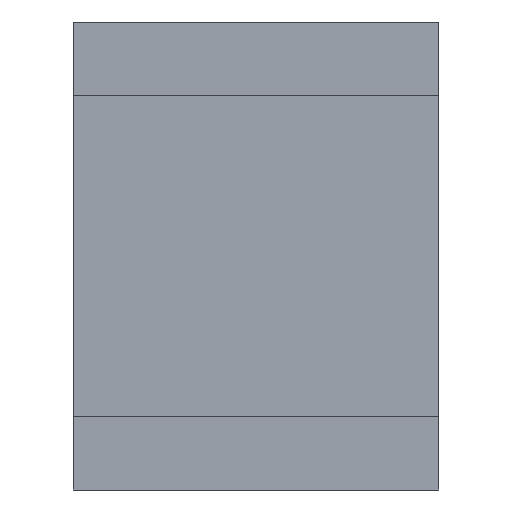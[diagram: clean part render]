
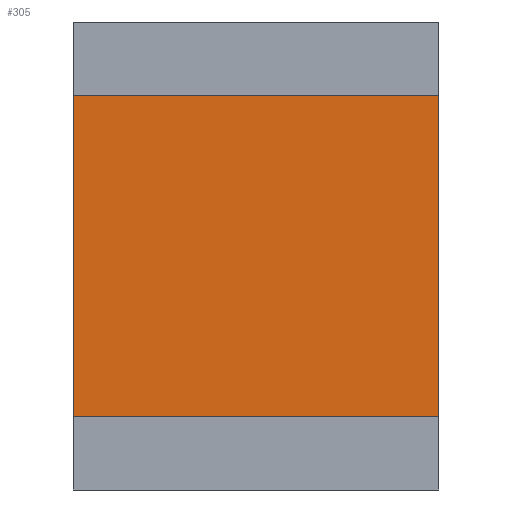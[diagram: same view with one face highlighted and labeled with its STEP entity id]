
A CAD part, front view. The second image highlights one B-rep face of the part: STEP entity #305.
In plain terms, the highlighted planar face has unit normal (0, -1, 0).
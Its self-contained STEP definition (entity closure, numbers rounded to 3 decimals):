
#305 = ADVANCED_FACE ( 'NONE', ( #1450 ), #3583, .F. ) ;
#306 = CARTESIAN_POINT ( 'NONE',  ( -1.25, -0.29, -1.59 ) ) ;
#686 = EDGE_CURVE ( 'NONE', #1694, #4895, #3631, .T. ) ;
#704 = VECTOR ( 'NONE', #3582, 1000. ) ;
#769 = CARTESIAN_POINT ( 'NONE',  ( 1.25, -0.29, 1.59 ) ) ;
#1024 = CARTESIAN_POINT ( 'NONE',  ( 4.482, -0.29, -1.59 ) ) ;
#1157 = ORIENTED_EDGE ( 'NONE', *, *, #4689, .T. ) ;
#1181 = AXIS2_PLACEMENT_3D ( 'NONE', #4497, #2420, #1606 ) ;
#1427 = EDGE_CURVE ( 'NONE', #4861, #4650, #2567, .T. ) ;
#1450 = FACE_OUTER_BOUND ( 'NONE', #5090, .T. ) ;
#1464 = VECTOR ( 'NONE', #1472, 1000. ) ;
#1472 = DIRECTION ( 'NONE',  ( 0., 0., -1. ) ) ;
#1606 = DIRECTION ( 'NONE',  ( 0., 0., 1. ) ) ;
#1694 = VERTEX_POINT ( 'NONE', #306 ) ;
#1695 = VECTOR ( 'NONE', #5323, 1000. ) ;
#1938 = CARTESIAN_POINT ( 'NONE',  ( 4.482, -0.29, 1.59 ) ) ;
#2102 = CARTESIAN_POINT ( 'NONE',  ( -1.25, -0.29, 1.59 ) ) ;
#2138 = LINE ( 'NONE', #1024, #704 ) ;
#2420 = DIRECTION ( 'NONE',  ( 0., 1., 0. ) ) ;
#2543 = CARTESIAN_POINT ( 'NONE',  ( -1.25, -0.29, 1.59 ) ) ;
#2567 = LINE ( 'NONE', #3104, #1464 ) ;
#3050 = EDGE_CURVE ( 'NONE', #4650, #1694, #2138, .T. ) ;
#3104 = CARTESIAN_POINT ( 'NONE',  ( 1.25, -0.29, 1.59 ) ) ;
#3582 = DIRECTION ( 'NONE',  ( -1., 0., 0. ) ) ;
#3583 = PLANE ( 'NONE',  #1181 ) ;
#3631 = LINE ( 'NONE', #2543, #4334 ) ;
#3789 = DIRECTION ( 'NONE',  ( 0., 0., 1. ) ) ;
#4266 = ORIENTED_EDGE ( 'NONE', *, *, #1427, .F. ) ;
#4334 = VECTOR ( 'NONE', #3789, 1000. ) ;
#4338 = ORIENTED_EDGE ( 'NONE', *, *, #3050, .F. ) ;
#4497 = CARTESIAN_POINT ( 'NONE',  ( 4.482, -0.29, 1.59 ) ) ;
#4650 = VERTEX_POINT ( 'NONE', #4860 ) ;
#4689 = EDGE_CURVE ( 'NONE', #4861, #4895, #4916, .T. ) ;
#4860 = CARTESIAN_POINT ( 'NONE',  ( 1.25, -0.29, -1.59 ) ) ;
#4861 = VERTEX_POINT ( 'NONE', #769 ) ;
#4895 = VERTEX_POINT ( 'NONE', #2102 ) ;
#4916 = LINE ( 'NONE', #1938, #1695 ) ;
#5090 = EDGE_LOOP ( 'NONE', ( #4266, #1157, #5117, #4338 ) ) ;
#5117 = ORIENTED_EDGE ( 'NONE', *, *, #686, .F. ) ;
#5323 = DIRECTION ( 'NONE',  ( -1., 0., 0. ) ) ;
